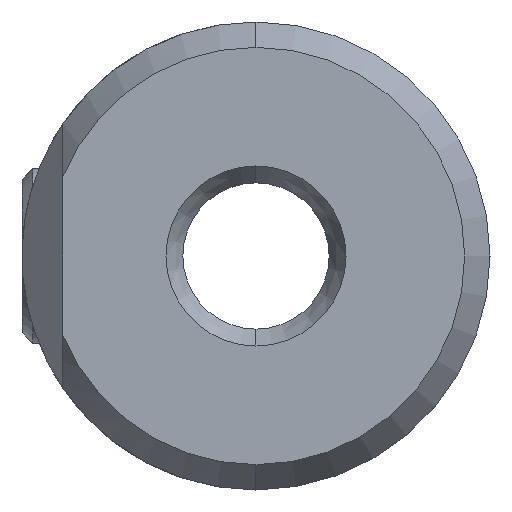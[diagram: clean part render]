
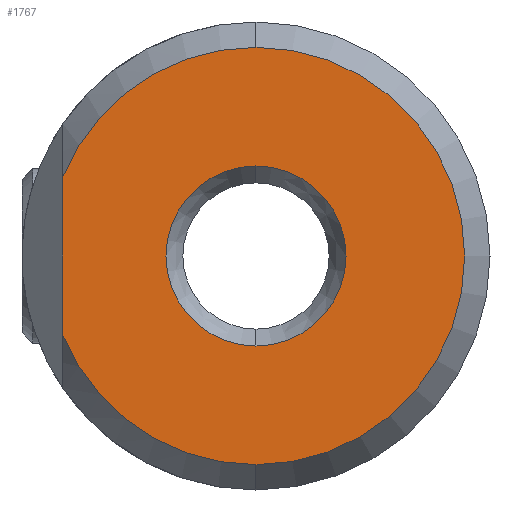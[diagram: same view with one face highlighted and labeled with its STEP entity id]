
A CAD part, left-side view. The second image highlights one B-rep face of the part: STEP entity #1767.
In plain terms, the highlighted planar face has unit normal (-1, 0, 0).
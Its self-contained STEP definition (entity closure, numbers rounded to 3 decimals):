
#50 = ORIENTED_EDGE ( 'NONE', *, *, #893, .T. ) ;
#56 = CIRCLE ( 'NONE', #1645, 7.134 ) ;
#106 = CARTESIAN_POINT ( 'NONE',  ( 0., 0., 0. ) ) ;
#140 = EDGE_LOOP ( 'NONE', ( #395, #1459 ) ) ;
#174 = CARTESIAN_POINT ( 'NONE',  ( 0., 7.134, 0. ) ) ;
#194 = CARTESIAN_POINT ( 'NONE',  ( 0., 6.6, 0. ) ) ;
#203 = VERTEX_POINT ( 'NONE', #691 ) ;
#207 = CARTESIAN_POINT ( 'NONE',  ( 0., 0., 0. ) ) ;
#209 = CIRCLE ( 'NONE', #761, 3.077 ) ;
#236 = VERTEX_POINT ( 'NONE', #1685 ) ;
#252 = DIRECTION ( 'NONE',  ( 0., 0., 1. ) ) ;
#288 = VERTEX_POINT ( 'NONE', #839 ) ;
#345 = EDGE_CURVE ( 'NONE', #1454, #203, #1450, .T. ) ;
#354 = DIRECTION ( 'NONE',  ( 0., 0., 1. ) ) ;
#363 = DIRECTION ( 'NONE',  ( -1., 0., 0. ) ) ;
#369 = DIRECTION ( 'NONE',  ( -1., 0., 0. ) ) ;
#377 = EDGE_CURVE ( 'NONE', #288, #236, #1067, .T. ) ;
#389 = CARTESIAN_POINT ( 'NONE',  ( 0., 0., 3.077 ) ) ;
#391 = CARTESIAN_POINT ( 'NONE',  ( 0., 6.6, -2.708 ) ) ;
#395 = ORIENTED_EDGE ( 'NONE', *, *, #345, .F. ) ;
#476 = DIRECTION ( 'NONE',  ( -1., 0., 0. ) ) ;
#513 = EDGE_LOOP ( 'NONE', ( #1744, #1591, #1002, #50 ) ) ;
#594 = DIRECTION ( 'NONE',  ( 1., 0., 0. ) ) ;
#608 = FACE_OUTER_BOUND ( 'NONE', #513, .T. ) ;
#665 = CIRCLE ( 'NONE', #1683, 7.134 ) ;
#691 = CARTESIAN_POINT ( 'NONE',  ( 0., 0., -3.077 ) ) ;
#743 = EDGE_CURVE ( 'NONE', #1070, #1814, #665, .T. ) ;
#744 = AXIS2_PLACEMENT_3D ( 'NONE', #174, #594, #1581 ) ;
#761 = AXIS2_PLACEMENT_3D ( 'NONE', #207, #1181, #354 ) ;
#839 = CARTESIAN_POINT ( 'NONE',  ( 0., 0., 7.134 ) ) ;
#862 = PLANE ( 'NONE',  #744 ) ;
#893 = EDGE_CURVE ( 'NONE', #236, #1070, #1701, .T. ) ;
#1002 = ORIENTED_EDGE ( 'NONE', *, *, #377, .T. ) ;
#1067 = CIRCLE ( 'NONE', #1714, 7.134 ) ;
#1070 = VERTEX_POINT ( 'NONE', #391 ) ;
#1074 = DIRECTION ( 'NONE',  ( -1., 0., 0. ) ) ;
#1179 = EDGE_CURVE ( 'NONE', #1814, #288, #56, .T. ) ;
#1181 = DIRECTION ( 'NONE',  ( -1., 0., 0. ) ) ;
#1195 = CARTESIAN_POINT ( 'NONE',  ( 0., 0., 0. ) ) ;
#1201 = CARTESIAN_POINT ( 'NONE',  ( 0., 0., 0. ) ) ;
#1239 = AXIS2_PLACEMENT_3D ( 'NONE', #1195, #363, #1340 ) ;
#1244 = VECTOR ( 'NONE', #1313, 1000. ) ;
#1311 = CARTESIAN_POINT ( 'NONE',  ( 0., 0., 0. ) ) ;
#1313 = DIRECTION ( 'NONE',  ( 0., 0., -1. ) ) ;
#1340 = DIRECTION ( 'NONE',  ( 0., 0., 1. ) ) ;
#1346 = DIRECTION ( 'NONE',  ( 0., 0., 1. ) ) ;
#1351 = EDGE_CURVE ( 'NONE', #203, #1454, #209, .T. ) ;
#1449 = DIRECTION ( 'NONE',  ( 0., 0., 1. ) ) ;
#1450 = CIRCLE ( 'NONE', #1239, 3.077 ) ;
#1454 = VERTEX_POINT ( 'NONE', #389 ) ;
#1459 = ORIENTED_EDGE ( 'NONE', *, *, #1351, .F. ) ;
#1581 = DIRECTION ( 'NONE',  ( 0., 0., -1. ) ) ;
#1591 = ORIENTED_EDGE ( 'NONE', *, *, #1179, .T. ) ;
#1596 = CARTESIAN_POINT ( 'NONE',  ( 0., 0., -7.134 ) ) ;
#1635 = FACE_BOUND ( 'NONE', #140, .T. ) ;
#1645 = AXIS2_PLACEMENT_3D ( 'NONE', #106, #1074, #252 ) ;
#1683 = AXIS2_PLACEMENT_3D ( 'NONE', #1311, #476, #1449 ) ;
#1685 = CARTESIAN_POINT ( 'NONE',  ( 0., 6.6, 2.708 ) ) ;
#1701 = LINE ( 'NONE', #194, #1244 ) ;
#1714 = AXIS2_PLACEMENT_3D ( 'NONE', #1201, #369, #1346 ) ;
#1744 = ORIENTED_EDGE ( 'NONE', *, *, #743, .T. ) ;
#1767 = ADVANCED_FACE ( 'NONE', ( #1635, #608 ), #862, .F. ) ;
#1814 = VERTEX_POINT ( 'NONE', #1596 ) ;
